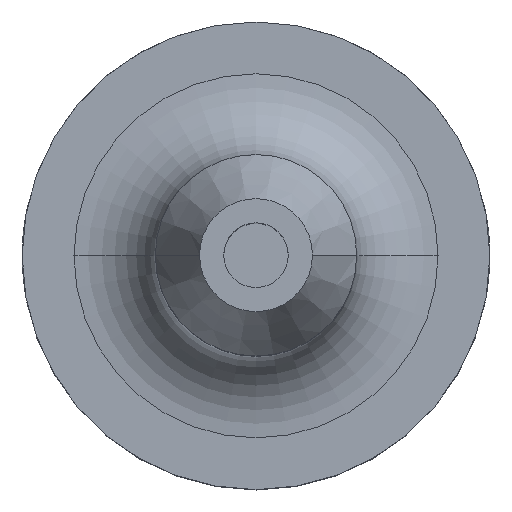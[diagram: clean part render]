
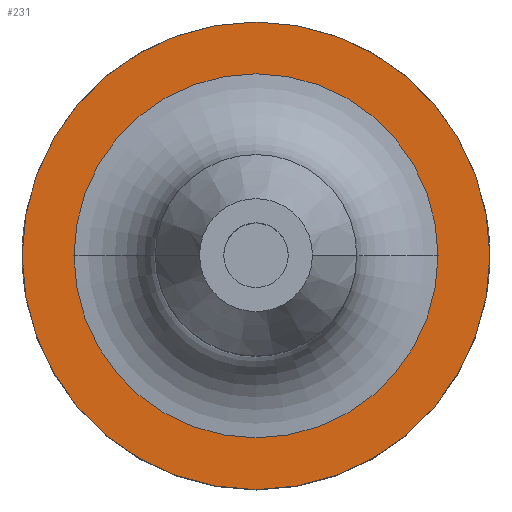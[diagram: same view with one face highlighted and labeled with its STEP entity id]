
A CAD part, top view. The second image highlights one B-rep face of the part: STEP entity #231.
In plain terms, the highlighted planar face has unit normal (0, 0, 1).
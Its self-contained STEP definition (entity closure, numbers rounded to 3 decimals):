
#53 = CARTESIAN_POINT ( 'NONE',  ( 0., 9.906, 22. ) ) ;
#72 = FACE_OUTER_BOUND ( 'NONE', #759, .T. ) ;
#74 = AXIS2_PLACEMENT_3D ( 'NONE', #53, #369, #1352 ) ;
#107 = CIRCLE ( 'NONE', #1295, 23. ) ;
#117 = CIRCLE ( 'NONE', #1354, 23. ) ;
#131 = CIRCLE ( 'NONE', #897, 17.906 ) ;
#202 = EDGE_CURVE ( 'NONE', #1577, #709, #117, .T. ) ;
#231 = ADVANCED_FACE ( 'NONE', ( #401, #72 ), #1243, .F. ) ;
#245 = DIRECTION ( 'NONE',  ( -1., 0., 0. ) ) ;
#341 = DIRECTION ( 'NONE',  ( 0., 0., -1. ) ) ;
#348 = CARTESIAN_POINT ( 'NONE',  ( 23., 0., 22. ) ) ;
#369 = DIRECTION ( 'NONE',  ( 0., 0., -1. ) ) ;
#380 = CARTESIAN_POINT ( 'NONE',  ( -23., 0., 22. ) ) ;
#390 = VERTEX_POINT ( 'NONE', #472 ) ;
#401 = FACE_BOUND ( 'NONE', #407, .T. ) ;
#407 = EDGE_LOOP ( 'NONE', ( #789, #414 ) ) ;
#414 = ORIENTED_EDGE ( 'NONE', *, *, #499, .T. ) ;
#472 = CARTESIAN_POINT ( 'NONE',  ( -17.906, 0., 22. ) ) ;
#499 = EDGE_CURVE ( 'NONE', #1040, #390, #131, .T. ) ;
#533 = CARTESIAN_POINT ( 'NONE',  ( 17.906, 0., 22. ) ) ;
#709 = VERTEX_POINT ( 'NONE', #380 ) ;
#758 = EDGE_CURVE ( 'NONE', #709, #1577, #107, .T. ) ;
#759 = EDGE_LOOP ( 'NONE', ( #1225, #1555 ) ) ;
#789 = ORIENTED_EDGE ( 'NONE', *, *, #1406, .T. ) ;
#897 = AXIS2_PLACEMENT_3D ( 'NONE', #909, #1515, #1521 ) ;
#909 = CARTESIAN_POINT ( 'NONE',  ( 0., 0., 22. ) ) ;
#918 = DIRECTION ( 'NONE',  ( -1., 0., 0. ) ) ;
#956 = CARTESIAN_POINT ( 'NONE',  ( 0., 0., 22. ) ) ;
#966 = CARTESIAN_POINT ( 'NONE',  ( 0., 0., 22. ) ) ;
#1040 = VERTEX_POINT ( 'NONE', #533 ) ;
#1080 = CIRCLE ( 'NONE', #1426, 17.906 ) ;
#1113 = DIRECTION ( 'NONE',  ( -1., 0., 0. ) ) ;
#1125 = DIRECTION ( 'NONE',  ( 0., 0., -1. ) ) ;
#1168 = DIRECTION ( 'NONE',  ( 0., 0., -1. ) ) ;
#1225 = ORIENTED_EDGE ( 'NONE', *, *, #758, .F. ) ;
#1243 = PLANE ( 'NONE',  #74 ) ;
#1295 = AXIS2_PLACEMENT_3D ( 'NONE', #966, #1125, #1113 ) ;
#1352 = DIRECTION ( 'NONE',  ( -1., 0., 0. ) ) ;
#1354 = AXIS2_PLACEMENT_3D ( 'NONE', #956, #341, #245 ) ;
#1361 = CARTESIAN_POINT ( 'NONE',  ( 0., 0., 22. ) ) ;
#1406 = EDGE_CURVE ( 'NONE', #390, #1040, #1080, .T. ) ;
#1426 = AXIS2_PLACEMENT_3D ( 'NONE', #1361, #1168, #918 ) ;
#1515 = DIRECTION ( 'NONE',  ( 0., 0., -1. ) ) ;
#1521 = DIRECTION ( 'NONE',  ( -1., 0., 0. ) ) ;
#1555 = ORIENTED_EDGE ( 'NONE', *, *, #202, .F. ) ;
#1577 = VERTEX_POINT ( 'NONE', #348 ) ;
